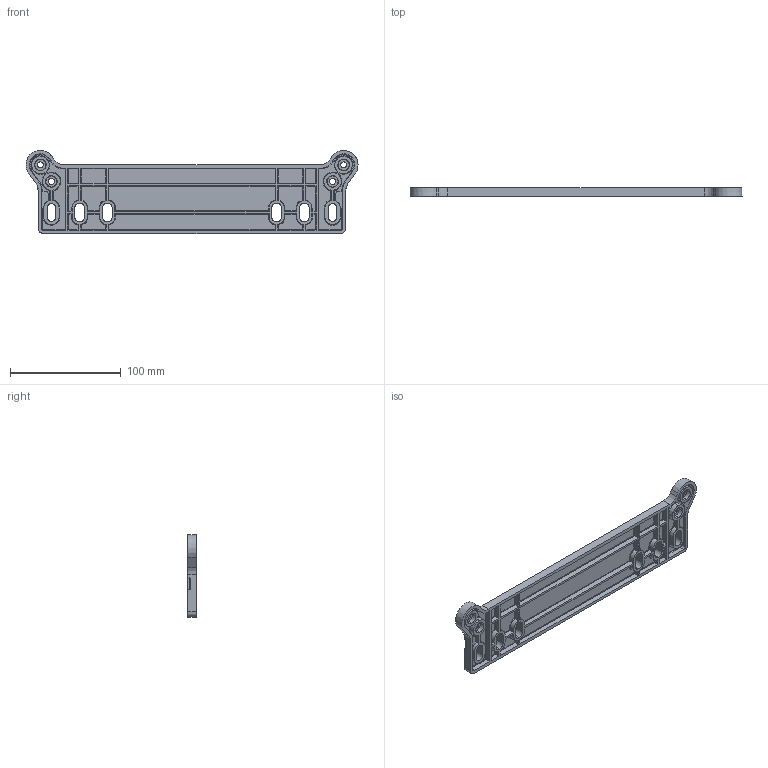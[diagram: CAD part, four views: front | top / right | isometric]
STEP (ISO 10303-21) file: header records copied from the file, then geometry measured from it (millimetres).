
FILE_DESCRIPTION (( 'STEP AP214' ), '1' );
FILE_NAME ('Flange12in.STEP', '2009-07-01T11:02:53', ( '' ), ( '' ), 'SwSTEP 2.0', 'SolidWorks 2008', '' );
FILE_SCHEMA (( 'AUTOMOTIVE_DESIGN' ));
Length unit declared in the file: millimetre
Products named in the file (1): Flange12in
Bounding box: 299.98 x 8 x 75 mm (x, y, z)
Volume: 75038.3 mm3; surface area: 54696.4 mm2
Topology: 1 solids, 1 shells, 400 faces, 1007 edges, 628 vertices
Faces by surface type: plane 161, cylinder 116, cone 85, bspline 38
Entity records: 17593 total; most frequent: CARTESIAN_POINT 8921, ORIENTED_EDGE 2010, DIRECTION 1421, EDGE_CURVE 1005, VERTEX_POINT 628, AXIS2_PLACEMENT_3D 487, VECTOR 447, LINE 447
